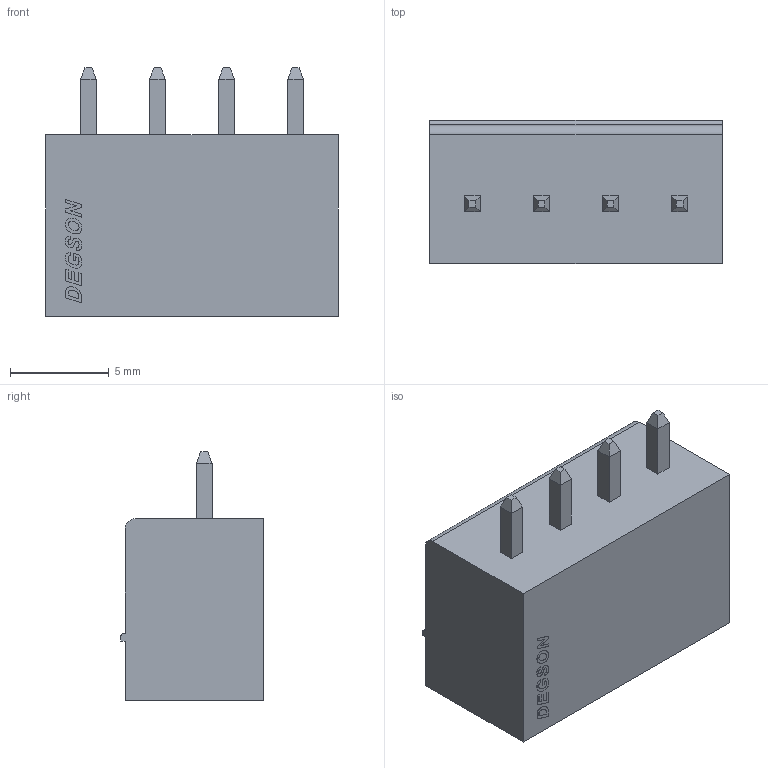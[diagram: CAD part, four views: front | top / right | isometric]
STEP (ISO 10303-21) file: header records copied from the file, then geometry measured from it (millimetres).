
FILE_DESCRIPTION(/* description */ (''),/* implementation_level */ '2;1');
FILE_NAME(/* name */ '15EDGVC-3.5-04P-1Y-00A(H).stp',/* time_stamp */ '2020-05-21T19:31:39+08:00',/* author */ (''),/* organization */ (''),/* preprocessor_version */ 'ST-DEVELOPER v14',/* originating_system */ 'SIEMENS PLM Software NX 8.0',/* authorisation */ '');
FILE_SCHEMA (('AP203_CONFIGURATION_CONTROLLED_3D_DESIGN_OF_MECHANICAL_PARTS_AND_ASSEMBLIES_MIM_LF { 1 0 10303 403 2 1 2}'));
Length unit declared in the file: millimetre
Products named in the file (1): Admi07704AC6ofqw
Bounding box: 14.8 x 7.24 x 12.6 mm (x, y, z)
Volume: 526.1 mm3; surface area: 1271.3 mm2
Topology: 1 solids, 1 shells, 483 faces, 1339 edges, 882 vertices
Faces by surface type: plane 464, cone 13, cylinder 6
Entity records: 15204 total; most frequent: CARTESIAN_POINT 2738, ORIENTED_EDGE 2678, DIRECTION 2339, EDGE_CURVE 1339, LINE 1287, VECTOR 1287, VERTEX_POINT 882, AXIS2_PLACEMENT_3D 526
